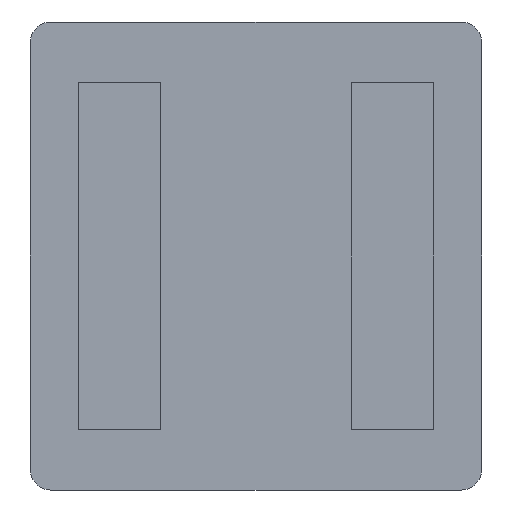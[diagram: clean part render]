
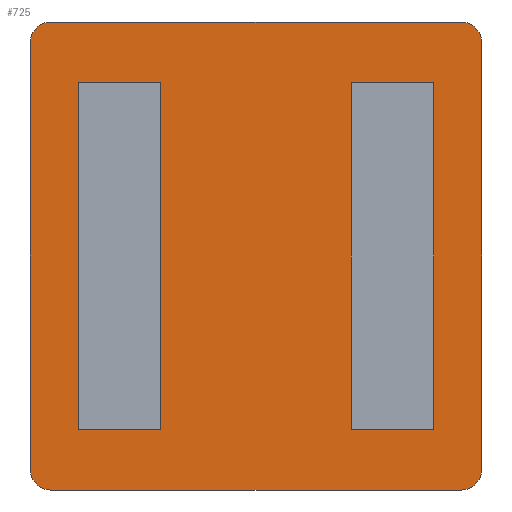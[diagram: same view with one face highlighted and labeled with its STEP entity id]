
A CAD part, front view. The second image highlights one B-rep face of the part: STEP entity #725.
In plain terms, the highlighted planar face has unit normal (0, -1, 0).
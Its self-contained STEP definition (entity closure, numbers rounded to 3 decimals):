
#5 = CARTESIAN_POINT ( 'NONE',  ( 2.74, 0., -2.59 ) ) ;
#24 = DIRECTION ( 'NONE',  ( 1., 0., 0. ) ) ;
#26 = AXIS2_PLACEMENT_3D ( 'NONE', #442, #1243, #547 ) ;
#27 = DIRECTION ( 'NONE',  ( 0., 1., 0. ) ) ;
#41 = LINE ( 'NONE', #734, #320 ) ;
#45 = VECTOR ( 'NONE', #1159, 1000. ) ;
#54 = VERTEX_POINT ( 'NONE', #5 ) ;
#69 = VECTOR ( 'NONE', #1124, 1000. ) ;
#89 = LINE ( 'NONE', #1012, #69 ) ;
#109 = EDGE_CURVE ( 'NONE', #1392, #849, #977, .T. ) ;
#111 = DIRECTION ( 'NONE',  ( 0., 0., 1. ) ) ;
#140 = DIRECTION ( 'NONE',  ( 1., 0., 0. ) ) ;
#174 = ORIENTED_EDGE ( 'NONE', *, *, #1197, .F. ) ;
#181 = EDGE_CURVE ( 'NONE', #921, #1069, #564, .T. ) ;
#189 = EDGE_CURVE ( 'NONE', #757, #792, #894, .T. ) ;
#203 = CARTESIAN_POINT ( 'NONE',  ( 1.155, 0., 2.1 ) ) ;
#210 = AXIS2_PLACEMENT_3D ( 'NONE', #576, #929, #1149 ) ;
#217 = DIRECTION ( 'NONE',  ( -1., 0., 0. ) ) ;
#219 = DIRECTION ( 'NONE',  ( 1., 0., 0. ) ) ;
#223 = LINE ( 'NONE', #1480, #801 ) ;
#225 = DIRECTION ( 'NONE',  ( -1., 0., 0. ) ) ;
#268 = EDGE_CURVE ( 'NONE', #54, #792, #41, .T. ) ;
#270 = FACE_OUTER_BOUND ( 'NONE', #665, .T. ) ;
#278 = VERTEX_POINT ( 'NONE', #984 ) ;
#289 = CARTESIAN_POINT ( 'NONE',  ( -2.155, 0., -2.1 ) ) ;
#313 = VECTOR ( 'NONE', #428, 1000. ) ;
#318 = CARTESIAN_POINT ( 'NONE',  ( 1.155, 0., 2.84 ) ) ;
#320 = VECTOR ( 'NONE', #1327, 1000. ) ;
#322 = AXIS2_PLACEMENT_3D ( 'NONE', #954, #1300, #834 ) ;
#330 = ORIENTED_EDGE ( 'NONE', *, *, #1143, .F. ) ;
#381 = DIRECTION ( 'NONE',  ( 1., 0., 0. ) ) ;
#401 = VERTEX_POINT ( 'NONE', #203 ) ;
#407 = DIRECTION ( 'NONE',  ( 0., 0., -1. ) ) ;
#419 = ORIENTED_EDGE ( 'NONE', *, *, #726, .T. ) ;
#422 = EDGE_CURVE ( 'NONE', #278, #1172, #437, .T. ) ;
#425 = LINE ( 'NONE', #652, #1326 ) ;
#428 = DIRECTION ( 'NONE',  ( 0., 0., 1. ) ) ;
#429 = EDGE_CURVE ( 'NONE', #757, #849, #89, .T. ) ;
#437 = CIRCLE ( 'NONE', #26, 0.25 ) ;
#442 = CARTESIAN_POINT ( 'NONE',  ( -2.49, 0., -2.59 ) ) ;
#448 = CARTESIAN_POINT ( 'NONE',  ( 2.155, 0., 2.1 ) ) ;
#449 = CARTESIAN_POINT ( 'NONE',  ( 2.74, 0., -2.1 ) ) ;
#453 = CARTESIAN_POINT ( 'NONE',  ( -2.74, 0., -2.59 ) ) ;
#455 = ORIENTED_EDGE ( 'NONE', *, *, #189, .F. ) ;
#467 = EDGE_CURVE ( 'NONE', #401, #1303, #1112, .T. ) ;
#503 = DIRECTION ( 'NONE',  ( 0., 1., 0. ) ) ;
#537 = LINE ( 'NONE', #1464, #313 ) ;
#543 = EDGE_CURVE ( 'NONE', #1303, #805, #1351, .T. ) ;
#547 = DIRECTION ( 'NONE',  ( 0., 0., -1. ) ) ;
#564 = LINE ( 'NONE', #710, #1032 ) ;
#576 = CARTESIAN_POINT ( 'NONE',  ( 2.49, 0., -2.59 ) ) ;
#580 = VERTEX_POINT ( 'NONE', #1474 ) ;
#597 = CARTESIAN_POINT ( 'NONE',  ( 1.155, 0., -2.1 ) ) ;
#600 = ORIENTED_EDGE ( 'NONE', *, *, #429, .T. ) ;
#627 = ORIENTED_EDGE ( 'NONE', *, *, #1043, .F. ) ;
#647 = FACE_BOUND ( 'NONE', #806, .T. ) ;
#650 = EDGE_CURVE ( 'NONE', #1392, #1172, #1179, .T. ) ;
#652 = CARTESIAN_POINT ( 'NONE',  ( 2.74, 0., 2.1 ) ) ;
#665 = EDGE_LOOP ( 'NONE', ( #943, #419, #711, #1099, #455, #600, #1129, #1227 ) ) ;
#693 = VERTEX_POINT ( 'NONE', #1267 ) ;
#710 = CARTESIAN_POINT ( 'NONE',  ( 2.74, 0., -2.1 ) ) ;
#711 = ORIENTED_EDGE ( 'NONE', *, *, #722, .F. ) ;
#722 = EDGE_CURVE ( 'NONE', #54, #919, #846, .T. ) ;
#725 = ADVANCED_FACE ( 'NONE', ( #270, #1457, #647 ), #1385, .F. ) ;
#726 = EDGE_CURVE ( 'NONE', #278, #919, #1460, .T. ) ;
#734 = CARTESIAN_POINT ( 'NONE',  ( 2.74, 0., -2.84 ) ) ;
#757 = VERTEX_POINT ( 'NONE', #1188 ) ;
#792 = VERTEX_POINT ( 'NONE', #1416 ) ;
#801 = VECTOR ( 'NONE', #111, 1000. ) ;
#805 = VERTEX_POINT ( 'NONE', #1424 ) ;
#806 = EDGE_LOOP ( 'NONE', ( #627, #1492, #937, #1390 ) ) ;
#834 = DIRECTION ( 'NONE',  ( 0., 0., -1. ) ) ;
#846 = CIRCLE ( 'NONE', #210, 0.25 ) ;
#849 = VERTEX_POINT ( 'NONE', #987 ) ;
#879 = VECTOR ( 'NONE', #1224, 1000. ) ;
#893 = LINE ( 'NONE', #1162, #1253 ) ;
#894 = CIRCLE ( 'NONE', #1292, 0.25 ) ;
#918 = VECTOR ( 'NONE', #140, 1000. ) ;
#919 = VERTEX_POINT ( 'NONE', #1434 ) ;
#921 = VERTEX_POINT ( 'NONE', #289 ) ;
#923 = ORIENTED_EDGE ( 'NONE', *, *, #181, .F. ) ;
#929 = DIRECTION ( 'NONE',  ( 0., 1., 0. ) ) ;
#937 = ORIENTED_EDGE ( 'NONE', *, *, #467, .F. ) ;
#943 = ORIENTED_EDGE ( 'NONE', *, *, #422, .F. ) ;
#954 = CARTESIAN_POINT ( 'NONE',  ( -2.49, 0., 2.59 ) ) ;
#977 = CIRCLE ( 'NONE', #322, 0.25 ) ;
#984 = CARTESIAN_POINT ( 'NONE',  ( -2.49, 0., -2.84 ) ) ;
#987 = CARTESIAN_POINT ( 'NONE',  ( -2.49, 0., 2.84 ) ) ;
#1009 = EDGE_LOOP ( 'NONE', ( #174, #923, #330, #1233 ) ) ;
#1012 = CARTESIAN_POINT ( 'NONE',  ( -2.74, 0., 2.84 ) ) ;
#1017 = DIRECTION ( 'NONE',  ( 0., 0., -1. ) ) ;
#1032 = VECTOR ( 'NONE', #24, 1000. ) ;
#1040 = CARTESIAN_POINT ( 'NONE',  ( -2.74, 0., -2.84 ) ) ;
#1043 = EDGE_CURVE ( 'NONE', #805, #1169, #537, .T. ) ;
#1066 = CARTESIAN_POINT ( 'NONE',  ( -2.74, 0., -2.84 ) ) ;
#1069 = VERTEX_POINT ( 'NONE', #1226 ) ;
#1075 = LINE ( 'NONE', #1132, #1103 ) ;
#1099 = ORIENTED_EDGE ( 'NONE', *, *, #268, .T. ) ;
#1103 = VECTOR ( 'NONE', #1017, 1000. ) ;
#1108 = AXIS2_PLACEMENT_3D ( 'NONE', #1176, #27, #381 ) ;
#1112 = LINE ( 'NONE', #318, #879 ) ;
#1114 = EDGE_CURVE ( 'NONE', #1169, #401, #425, .T. ) ;
#1124 = DIRECTION ( 'NONE',  ( -1., 0., 0. ) ) ;
#1129 = ORIENTED_EDGE ( 'NONE', *, *, #109, .F. ) ;
#1132 = CARTESIAN_POINT ( 'NONE',  ( -2.155, 0., 2.84 ) ) ;
#1143 = EDGE_CURVE ( 'NONE', #693, #921, #1075, .T. ) ;
#1149 = DIRECTION ( 'NONE',  ( 0., 0., -1. ) ) ;
#1159 = DIRECTION ( 'NONE',  ( 0., 0., -1. ) ) ;
#1162 = CARTESIAN_POINT ( 'NONE',  ( 2.74, 0., 2.1 ) ) ;
#1169 = VERTEX_POINT ( 'NONE', #448 ) ;
#1172 = VERTEX_POINT ( 'NONE', #453 ) ;
#1176 = CARTESIAN_POINT ( 'NONE',  ( 2.74, 0., 2.84 ) ) ;
#1179 = LINE ( 'NONE', #1040, #45 ) ;
#1188 = CARTESIAN_POINT ( 'NONE',  ( 2.49, 0., 2.84 ) ) ;
#1197 = EDGE_CURVE ( 'NONE', #1069, #580, #223, .T. ) ;
#1224 = DIRECTION ( 'NONE',  ( 0., 0., -1. ) ) ;
#1226 = CARTESIAN_POINT ( 'NONE',  ( -1.155, 0., -2.1 ) ) ;
#1227 = ORIENTED_EDGE ( 'NONE', *, *, #650, .T. ) ;
#1233 = ORIENTED_EDGE ( 'NONE', *, *, #1335, .F. ) ;
#1243 = DIRECTION ( 'NONE',  ( 0., 1., 0. ) ) ;
#1253 = VECTOR ( 'NONE', #225, 1000. ) ;
#1267 = CARTESIAN_POINT ( 'NONE',  ( -2.155, 0., 2.1 ) ) ;
#1292 = AXIS2_PLACEMENT_3D ( 'NONE', #1448, #503, #407 ) ;
#1300 = DIRECTION ( 'NONE',  ( 0., 1., 0. ) ) ;
#1303 = VERTEX_POINT ( 'NONE', #597 ) ;
#1326 = VECTOR ( 'NONE', #217, 1000. ) ;
#1327 = DIRECTION ( 'NONE',  ( 0., 0., 1. ) ) ;
#1335 = EDGE_CURVE ( 'NONE', #580, #693, #893, .T. ) ;
#1351 = LINE ( 'NONE', #449, #1422 ) ;
#1385 = PLANE ( 'NONE',  #1108 ) ;
#1390 = ORIENTED_EDGE ( 'NONE', *, *, #1114, .F. ) ;
#1392 = VERTEX_POINT ( 'NONE', #1402 ) ;
#1402 = CARTESIAN_POINT ( 'NONE',  ( -2.74, 0., 2.59 ) ) ;
#1416 = CARTESIAN_POINT ( 'NONE',  ( 2.74, 0., 2.59 ) ) ;
#1422 = VECTOR ( 'NONE', #219, 1000. ) ;
#1424 = CARTESIAN_POINT ( 'NONE',  ( 2.155, 0., -2.1 ) ) ;
#1434 = CARTESIAN_POINT ( 'NONE',  ( 2.49, 0., -2.84 ) ) ;
#1448 = CARTESIAN_POINT ( 'NONE',  ( 2.49, 0., 2.59 ) ) ;
#1457 = FACE_BOUND ( 'NONE', #1009, .T. ) ;
#1460 = LINE ( 'NONE', #1066, #918 ) ;
#1464 = CARTESIAN_POINT ( 'NONE',  ( 2.155, 0., 2.84 ) ) ;
#1474 = CARTESIAN_POINT ( 'NONE',  ( -1.155, 0., 2.1 ) ) ;
#1480 = CARTESIAN_POINT ( 'NONE',  ( -1.155, 0., 2.84 ) ) ;
#1492 = ORIENTED_EDGE ( 'NONE', *, *, #543, .F. ) ;
